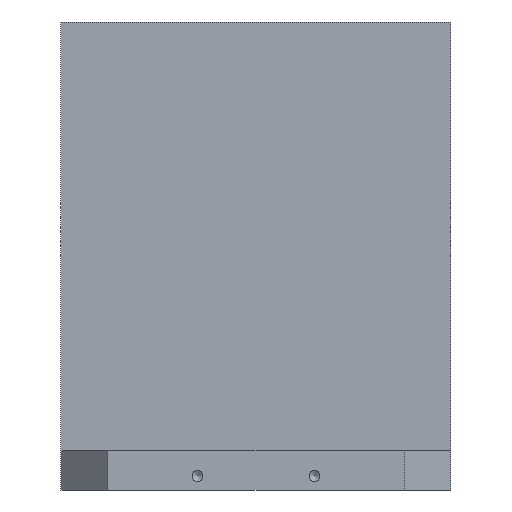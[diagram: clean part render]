
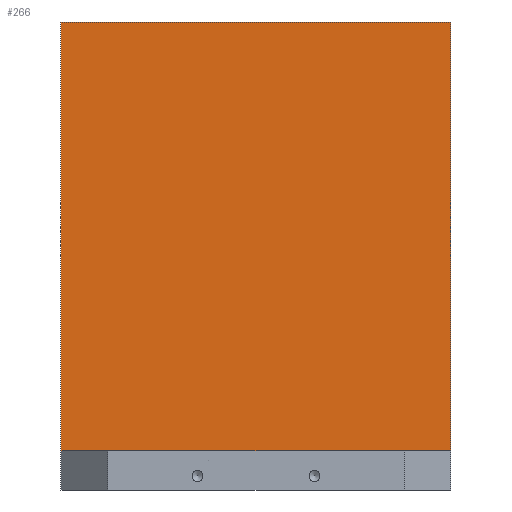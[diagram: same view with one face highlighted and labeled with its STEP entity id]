
A CAD part, front view. The second image highlights one B-rep face of the part: STEP entity #266.
In plain terms, the highlighted planar face has unit normal (0, -1, 0).
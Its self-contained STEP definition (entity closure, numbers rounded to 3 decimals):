
#266 = ADVANCED_FACE( '', ( #724 ), #725, .F. );
#724 = FACE_OUTER_BOUND( '', #1204, .T. );
#725 = PLANE( '', #1205 );
#1204 = EDGE_LOOP( '', ( #2694, #2695, #2696, #2697 ) );
#1205 = AXIS2_PLACEMENT_3D( '', #2698, #2699, #2700 );
#2694 = ORIENTED_EDGE( '', *, *, #3296, .F. );
#2695 = ORIENTED_EDGE( '', *, *, #3020, .F. );
#2696 = ORIENTED_EDGE( '', *, *, #3302, .T. );
#2697 = ORIENTED_EDGE( '', *, *, #3303, .F. );
#2698 = CARTESIAN_POINT( '', ( -250., -100., 600. ) );
#2699 = DIRECTION( '', ( 0., 1., 0. ) );
#2700 = DIRECTION( '', ( -1., 0., 0. ) );
#3020 = EDGE_CURVE( '', #3648, #3650, #3651, .T. );
#3296 = EDGE_CURVE( '', #3650, #4072, #4073, .T. );
#3302 = EDGE_CURVE( '', #3648, #4078, #4080, .T. );
#3303 = EDGE_CURVE( '', #4072, #4078, #4081, .T. );
#3648 = VERTEX_POINT( '', #4749 );
#3650 = VERTEX_POINT( '', #4752 );
#3651 = LINE( '', #4753, #4754 );
#4072 = VERTEX_POINT( '', #5575 );
#4073 = LINE( '', #5576, #5577 );
#4078 = VERTEX_POINT( '', #5586 );
#4080 = LINE( '', #5589, #5590 );
#4081 = LINE( '', #5591, #5592 );
#4749 = CARTESIAN_POINT( '', ( -250., -100., 600. ) );
#4752 = CARTESIAN_POINT( '', ( 250., -100., 600. ) );
#4753 = CARTESIAN_POINT( '', ( -250., -100., 600. ) );
#4754 = VECTOR( '', #5963, 1000. );
#5575 = CARTESIAN_POINT( '', ( 250., -100., 50. ) );
#5576 = CARTESIAN_POINT( '', ( 250., -100., 600. ) );
#5577 = VECTOR( '', #6462, 1000. );
#5586 = CARTESIAN_POINT( '', ( -250., -100., 50. ) );
#5589 = CARTESIAN_POINT( '', ( -250., -100., 600. ) );
#5590 = VECTOR( '', #6468, 1000. );
#5591 = CARTESIAN_POINT( '', ( -250., -100., 50. ) );
#5592 = VECTOR( '', #6469, 1000. );
#5963 = DIRECTION( '', ( 1., 0., 0. ) );
#6462 = DIRECTION( '', ( 0., 0., -1. ) );
#6468 = DIRECTION( '', ( 0., 0., -1. ) );
#6469 = DIRECTION( '', ( -1., 0., 0. ) );
